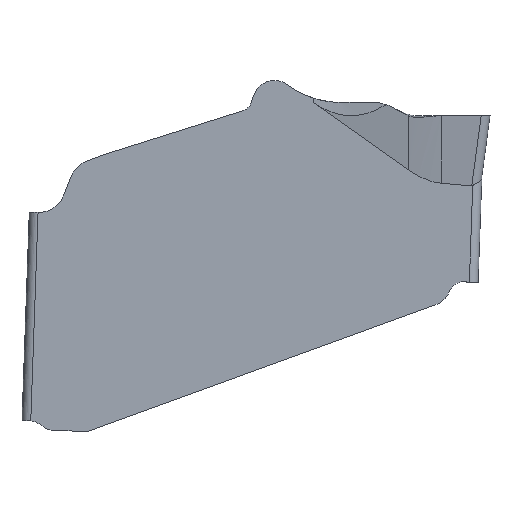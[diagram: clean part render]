
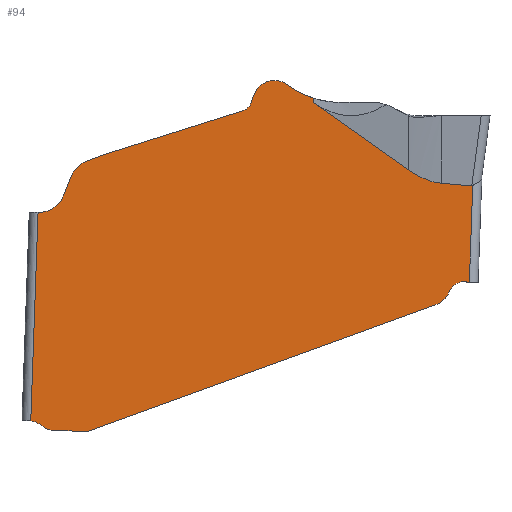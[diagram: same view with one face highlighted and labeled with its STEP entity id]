
A CAD part, left-side view. The second image highlights one B-rep face of the part: STEP entity #94.
In plain terms, the highlighted planar face has unit normal (-1, 0, 0).
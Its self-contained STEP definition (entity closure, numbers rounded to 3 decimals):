
#94=ADVANCED_FACE('',(#191),#164,.T.);
#164=PLANE('',#1897);
#191=FACE_OUTER_BOUND('',#264,.T.);
#264=EDGE_LOOP('',(#377,#378,#379,#380,#381,#382,#383,#384,#385,#386,#387,
#388,#389,#390,#391,#392,#393,#394,#395,#396,#397,#398,#399,#400,#401));
#377=ORIENTED_EDGE('',*,*,#896,.F.);
#378=ORIENTED_EDGE('',*,*,#897,.T.);
#379=ORIENTED_EDGE('',*,*,#898,.F.);
#380=ORIENTED_EDGE('',*,*,#899,.F.);
#381=ORIENTED_EDGE('',*,*,#900,.F.);
#382=ORIENTED_EDGE('',*,*,#901,.F.);
#383=ORIENTED_EDGE('',*,*,#902,.T.);
#384=ORIENTED_EDGE('',*,*,#903,.F.);
#385=ORIENTED_EDGE('',*,*,#904,.F.);
#386=ORIENTED_EDGE('',*,*,#905,.T.);
#387=ORIENTED_EDGE('',*,*,#906,.T.);
#388=ORIENTED_EDGE('',*,*,#907,.F.);
#389=ORIENTED_EDGE('',*,*,#908,.T.);
#390=ORIENTED_EDGE('',*,*,#909,.T.);
#391=ORIENTED_EDGE('',*,*,#910,.T.);
#392=ORIENTED_EDGE('',*,*,#911,.T.);
#393=ORIENTED_EDGE('',*,*,#912,.T.);
#394=ORIENTED_EDGE('',*,*,#913,.T.);
#395=ORIENTED_EDGE('',*,*,#914,.F.);
#396=ORIENTED_EDGE('',*,*,#915,.F.);
#397=ORIENTED_EDGE('',*,*,#916,.F.);
#398=ORIENTED_EDGE('',*,*,#917,.F.);
#399=ORIENTED_EDGE('',*,*,#918,.F.);
#400=ORIENTED_EDGE('',*,*,#895,.T.);
#401=ORIENTED_EDGE('',*,*,#919,.F.);
#760=VERTEX_POINT('',#2646);
#762=VERTEX_POINT('',#2654);
#763=VERTEX_POINT('',#2658);
#764=VERTEX_POINT('',#2659);
#765=VERTEX_POINT('',#2664);
#766=VERTEX_POINT('',#2666);
#767=VERTEX_POINT('',#2672);
#768=VERTEX_POINT('',#2674);
#769=VERTEX_POINT('',#2676);
#770=VERTEX_POINT('',#2681);
#771=VERTEX_POINT('',#2683);
#772=VERTEX_POINT('',#2685);
#773=VERTEX_POINT('',#2687);
#774=VERTEX_POINT('',#2689);
#775=VERTEX_POINT('',#2691);
#776=VERTEX_POINT('',#2693);
#777=VERTEX_POINT('',#2695);
#778=VERTEX_POINT('',#2697);
#779=VERTEX_POINT('',#2699);
#780=VERTEX_POINT('',#2701);
#781=VERTEX_POINT('',#2703);
#782=VERTEX_POINT('',#2705);
#783=VERTEX_POINT('',#2707);
#784=VERTEX_POINT('',#2709);
#785=VERTEX_POINT('',#2711);
#895=EDGE_CURVE('',#760,#762,#1177,.T.);
#896=EDGE_CURVE('',#763,#764,#1441,.T.);
#897=EDGE_CURVE('',#763,#765,#1102,.T.);
#898=EDGE_CURVE('',#766,#765,#1442,.T.);
#899=EDGE_CURVE('',#767,#766,#1103,.T.);
#900=EDGE_CURVE('',#768,#767,#1443,.T.);
#901=EDGE_CURVE('',#769,#768,#1444,.T.);
#902=EDGE_CURVE('',#769,#770,#1104,.T.);
#903=EDGE_CURVE('',#771,#770,#1178,.T.);
#904=EDGE_CURVE('',#772,#771,#1445,.T.);
#905=EDGE_CURVE('',#772,#773,#1179,.T.);
#906=EDGE_CURVE('',#773,#774,#1446,.T.);
#907=EDGE_CURVE('',#775,#774,#1180,.T.);
#908=EDGE_CURVE('',#775,#776,#1447,.T.);
#909=EDGE_CURVE('',#776,#777,#1181,.T.);
#910=EDGE_CURVE('',#777,#778,#1448,.T.);
#911=EDGE_CURVE('',#778,#779,#1182,.T.);
#912=EDGE_CURVE('',#779,#780,#1449,.T.);
#913=EDGE_CURVE('',#780,#781,#1183,.T.);
#914=EDGE_CURVE('',#782,#781,#1184,.T.);
#915=EDGE_CURVE('',#783,#782,#1450,.T.);
#916=EDGE_CURVE('',#784,#783,#1451,.T.);
#917=EDGE_CURVE('',#785,#784,#1185,.T.);
#918=EDGE_CURVE('',#760,#785,#1452,.T.);
#919=EDGE_CURVE('',#764,#762,#1453,.T.);
#1102=B_SPLINE_CURVE_WITH_KNOTS('',3,(#2660,#2661,#2662,#2663),
 .UNSPECIFIED.,.F.,.F.,(4,4),(0.,1.),.UNSPECIFIED.);
#1103=B_SPLINE_CURVE_WITH_KNOTS('',3,(#2667,#2668,#2669,#2670,#2671),
 .UNSPECIFIED.,.F.,.F.,(4,1,4),(0.,0.5,1.),.UNSPECIFIED.);
#1104=B_SPLINE_CURVE_WITH_KNOTS('',3,(#2677,#2678,#2679,#2680),
 .UNSPECIFIED.,.F.,.F.,(4,4),(0.,1.),.UNSPECIFIED.);
#1177=CIRCLE('',#1887,0.3);
#1178=CIRCLE('',#1889,0.495);
#1179=CIRCLE('',#1890,0.25);
#1180=CIRCLE('',#1891,0.5);
#1181=CIRCLE('',#1892,0.6);
#1182=CIRCLE('',#1893,0.6);
#1183=CIRCLE('',#1894,0.5);
#1184=CIRCLE('',#1895,0.5);
#1185=CIRCLE('',#1896,0.5);
#1441=LINE('',#2657,#1581);
#1442=LINE('',#2665,#1582);
#1443=LINE('',#2673,#1583);
#1444=LINE('',#2675,#1584);
#1445=LINE('',#2684,#1585);
#1446=LINE('',#2688,#1586);
#1447=LINE('',#2692,#1587);
#1448=LINE('',#2696,#1588);
#1449=LINE('',#2700,#1589);
#1450=LINE('',#2706,#1590);
#1451=LINE('',#2708,#1591);
#1452=LINE('',#2712,#1592);
#1453=LINE('',#2713,#1593);
#1581=VECTOR('',#2062,1.);
#1582=VECTOR('',#2063,1.);
#1583=VECTOR('',#2064,1.);
#1584=VECTOR('',#2065,1.);
#1585=VECTOR('',#2068,1.);
#1586=VECTOR('',#2071,1.);
#1587=VECTOR('',#2074,1.);
#1588=VECTOR('',#2077,1.);
#1589=VECTOR('',#2080,1.);
#1590=VECTOR('',#2085,1.);
#1591=VECTOR('',#2086,1.);
#1592=VECTOR('',#2089,1.);
#1593=VECTOR('',#2090,1.);
#1887=AXIS2_PLACEMENT_3D('',#2655,#2058,#2059);
#1889=AXIS2_PLACEMENT_3D('',#2682,#2066,#2067);
#1890=AXIS2_PLACEMENT_3D('',#2686,#2069,#2070);
#1891=AXIS2_PLACEMENT_3D('',#2690,#2072,#2073);
#1892=AXIS2_PLACEMENT_3D('',#2694,#2075,#2076);
#1893=AXIS2_PLACEMENT_3D('',#2698,#2078,#2079);
#1894=AXIS2_PLACEMENT_3D('',#2702,#2081,#2082);
#1895=AXIS2_PLACEMENT_3D('',#2704,#2083,#2084);
#1896=AXIS2_PLACEMENT_3D('',#2710,#2087,#2088);
#1897=AXIS2_PLACEMENT_3D('',#2714,#2091,#2092);
#2058=DIRECTION('',(1.,0.,0.));
#2059=DIRECTION('',(0.,0.866,0.5));
#2062=DIRECTION('',(0.,0.035,-0.999));
#2063=DIRECTION('',(0.,-0.996,-0.092));
#2064=DIRECTION('',(0.,-0.815,-0.579));
#2065=DIRECTION('',(0.,0.035,-0.999));
#2066=DIRECTION('',(1.,0.,0.));
#2067=DIRECTION('',(0.,0.94,0.342));
#2068=DIRECTION('',(0.,-0.342,0.94));
#2069=DIRECTION('',(1.,0.,0.));
#2070=DIRECTION('',(0.,-0.94,-0.342));
#2071=DIRECTION('',(0.,0.954,-0.301));
#2072=DIRECTION('',(1.,0.,0.));
#2073=DIRECTION('',(0.,0.342,0.94));
#2074=DIRECTION('',(0.,0.94,-0.342));
#2075=DIRECTION('',(-1.,0.,0.));
#2076=DIRECTION('',(0.,0.342,0.94));
#2077=DIRECTION('',(0.,0.375,-0.927));
#2078=DIRECTION('',(1.,0.,0.));
#2079=DIRECTION('',(0.,-0.927,-0.375));
#2080=DIRECTION('',(0.,0.035,-0.999));
#2081=DIRECTION('',(1.,0.,0.));
#2082=DIRECTION('',(0.,-0.135,0.991));
#2083=DIRECTION('',(1.,0.,0.));
#2084=DIRECTION('',(0.,0.035,-0.999));
#2085=DIRECTION('',(0.,0.999,0.035));
#2086=DIRECTION('',(0.,0.94,-0.342));
#2087=DIRECTION('',(1.,0.,0.));
#2088=DIRECTION('',(0.,-0.866,-0.5));
#2089=DIRECTION('',(0.,0.5,-0.866));
#2090=DIRECTION('',(0.,0.999,0.035));
#2091=DIRECTION('',(-1.,0.,0.));
#2092=DIRECTION('',(0.,0.999,0.035));
#2646=CARTESIAN_POINT('',(-1.3,0.471,-3.939));
#2654=CARTESIAN_POINT('',(-1.3,0.201,-3.789));
#2655=CARTESIAN_POINT('',(-1.3,0.211,-4.089));
#2657=CARTESIAN_POINT('',(-1.3,-0.019,-1.598));
#2658=CARTESIAN_POINT('',(-1.3,-0.019,-1.598));
#2659=CARTESIAN_POINT('',(-1.3,0.058,-3.794));
#2660=CARTESIAN_POINT('',(-1.3,-0.019,-1.598));
#2661=CARTESIAN_POINT('',(-1.3,-0.012,-1.603));
#2662=CARTESIAN_POINT('',(-1.3,-0.005,-1.606));
#2663=CARTESIAN_POINT('',(-1.3,0.003,-1.605));
#2664=CARTESIAN_POINT('',(-1.3,0.003,-1.605));
#2665=CARTESIAN_POINT('',(-1.3,0.693,-1.541));
#2666=CARTESIAN_POINT('',(-1.3,0.693,-1.541));
#2667=CARTESIAN_POINT('',(-1.3,1.448,-1.239));
#2668=CARTESIAN_POINT('',(-1.3,1.333,-1.32));
#2669=CARTESIAN_POINT('',(-1.3,1.095,-1.457));
#2670=CARTESIAN_POINT('',(-1.3,0.833,-1.528));
#2671=CARTESIAN_POINT('',(-1.3,0.693,-1.541));
#2672=CARTESIAN_POINT('',(-1.3,1.448,-1.239));
#2673=CARTESIAN_POINT('',(-1.3,3.613,0.298));
#2674=CARTESIAN_POINT('',(-1.3,3.613,0.298));
#2675=CARTESIAN_POINT('',(-1.3,3.609,0.395));
#2676=CARTESIAN_POINT('',(-1.3,3.609,0.395));
#2677=CARTESIAN_POINT('',(-1.3,3.609,0.395));
#2678=CARTESIAN_POINT('',(-1.3,3.822,0.463));
#2679=CARTESIAN_POINT('',(-1.3,4.023,0.567));
#2680=CARTESIAN_POINT('',(-1.3,4.201,0.701));
#2681=CARTESIAN_POINT('',(-1.3,4.201,0.701));
#2682=CARTESIAN_POINT('',(-1.3,4.498,0.305));
#2683=CARTESIAN_POINT('',(-1.3,4.963,0.474));
#2684=CARTESIAN_POINT('',(-1.3,5.039,0.267));
#2685=CARTESIAN_POINT('',(-1.3,5.039,0.267));
#2686=CARTESIAN_POINT('',(-1.3,5.273,0.353));
#2687=CARTESIAN_POINT('',(-1.3,5.198,0.114));
#2688=CARTESIAN_POINT('',(-1.3,5.198,0.114));
#2689=CARTESIAN_POINT('',(-1.3,8.35,-0.879));
#2690=CARTESIAN_POINT('',(-1.3,8.2,-1.356));
#2691=CARTESIAN_POINT('',(-1.3,8.371,-0.886));
#2692=CARTESIAN_POINT('',(-1.3,8.371,-0.886));
#2693=CARTESIAN_POINT('',(-1.3,8.768,-1.031));
#2694=CARTESIAN_POINT('',(-1.3,8.563,-1.595));
#2695=CARTESIAN_POINT('',(-1.3,9.119,-1.37));
#2696=CARTESIAN_POINT('',(-1.3,9.119,-1.37));
#2697=CARTESIAN_POINT('',(-1.3,9.306,-1.832));
#2698=CARTESIAN_POINT('',(-1.3,9.862,-1.608));
#2699=CARTESIAN_POINT('',(-1.3,9.883,-2.207));
#2700=CARTESIAN_POINT('',(-1.3,9.883,-2.207));
#2701=CARTESIAN_POINT('',(-1.3,10.049,-6.956));
#2702=CARTESIAN_POINT('',(-1.3,10.116,-7.451));
#2703=CARTESIAN_POINT('',(-1.3,9.802,-7.062));
#2704=CARTESIAN_POINT('',(-1.3,9.489,-6.673));
#2705=CARTESIAN_POINT('',(-1.3,9.506,-7.173));
#2706=CARTESIAN_POINT('',(-1.3,8.756,-7.199));
#2707=CARTESIAN_POINT('',(-1.3,8.756,-7.199));
#2708=CARTESIAN_POINT('',(-1.3,0.821,-4.311));
#2709=CARTESIAN_POINT('',(-1.3,0.821,-4.311));
#2710=CARTESIAN_POINT('',(-1.3,0.992,-3.841));
#2711=CARTESIAN_POINT('',(-1.3,0.559,-4.091));
#2712=CARTESIAN_POINT('',(-1.3,0.471,-3.939));
#2713=CARTESIAN_POINT('',(-1.3,0.058,-3.794));
#2714=CARTESIAN_POINT('',(-1.3,9.772,0.971));
